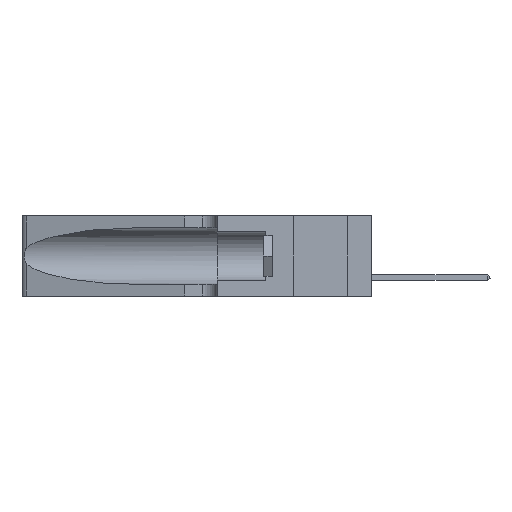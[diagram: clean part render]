
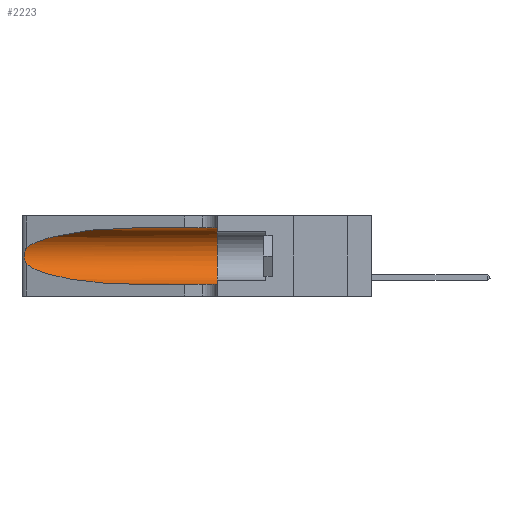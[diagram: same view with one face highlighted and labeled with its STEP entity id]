
A CAD part, left-side view. The second image highlights one B-rep face of the part: STEP entity #2223.
In plain terms, the highlighted cylindrical face has radius 3.308 mm (diameter 6.617 mm), a partial arc.
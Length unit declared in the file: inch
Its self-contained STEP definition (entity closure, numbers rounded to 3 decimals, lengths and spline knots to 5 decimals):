
#71 = CARTESIAN_POINT ( 'NONE',  ( 0.2373, 1.15595, 0.28018 ) ) ;
#851 = CYLINDRICAL_SURFACE ( 'NONE', #25868, 0.13025 ) ;
#1116 = CARTESIAN_POINT ( 'NONE',  ( 0.26017, 1.23833, 0.17102 ) ) ;
#1920 = ORIENTED_EDGE ( 'NONE', *, *, #4395, .F. ) ;
#1957 = EDGE_CURVE ( 'NONE', #21682, #12557, #26220, .T. ) ;
#2109 = CARTESIAN_POINT ( 'NONE',  ( 0.1305, 0.72297, 0.31525 ) ) ;
#2223 = ADVANCED_FACE ( 'NONE', ( #18323 ), #851, .F. ) ;
#2473 =( BOUNDED_CURVE ( )  B_SPLINE_CURVE ( 3, ( #27384, #20574, #3994, #25705 ),
 .UNSPECIFIED., .F., .T. ) 
 B_SPLINE_CURVE_WITH_KNOTS ( ( 4, 4 ),
 ( 3.44316, 4.71239 ),
 .UNSPECIFIED. ) 
 CURVE ( )  GEOMETRIC_REPRESENTATION_ITEM ( )  RATIONAL_B_SPLINE_CURVE ( ( 1., 0.87, 0.87, 1. ) ) 
 REPRESENTATION_ITEM ( '' )  );
#2527 = EDGE_CURVE ( 'NONE', #4533, #12557, #6285, .T. ) ;
#2572 = EDGE_CURVE ( 'NONE', #5517, #22846, #4551, .T. ) ;
#2807 = CARTESIAN_POINT ( 'NONE',  ( 0.1305, 0.35, 0.31525 ) ) ;
#2944 = CARTESIAN_POINT ( 'NONE',  ( 0.25854, 1.2359, 0.20912 ) ) ;
#3068 = ORIENTED_EDGE ( 'NONE', *, *, #11889, .T. ) ;
#3238 = CARTESIAN_POINT ( 'NONE',  ( 0.1305, 1.61858, 0.31525 ) ) ;
#3994 = CARTESIAN_POINT ( 'NONE',  ( 0.18966, 0.96281, 0.05475 ) ) ;
#4395 = EDGE_CURVE ( 'NONE', #23754, #21682, #22252, .T. ) ;
#4533 = VERTEX_POINT ( 'NONE', #20317 ) ;
#4551 = B_SPLINE_CURVE_WITH_KNOTS ( 'NONE', 3,
 ( #27158, #16168, #5322, #5127, #2944, #5229, #27349, #25108, #1116, #9729, #11936, #9923, #27250, #20534 ),
 .UNSPECIFIED., .F., .F.,
 ( 4, 2, 2, 2, 2, 2, 4 ),
 ( 0., 0.00027, 0.00053, 0.00107, 0.0016, 0.00187, 0.00214 ),
 .UNSPECIFIED. ) ;
#4855 = ORIENTED_EDGE ( 'NONE', *, *, #1957, .F. ) ;
#5127 = CARTESIAN_POINT ( 'NONE',  ( 0.25787, 1.23484, 0.2124 ) ) ;
#5229 = CARTESIAN_POINT ( 'NONE',  ( 0.26018, 1.23835, 0.19895 ) ) ;
#5322 = CARTESIAN_POINT ( 'NONE',  ( 0.25639, 1.23184, 0.21858 ) ) ;
#5517 = VERTEX_POINT ( 'NONE', #9685 ) ;
#6285 = LINE ( 'NONE', #22720, #8363 ) ;
#6788 = ORIENTED_EDGE ( 'NONE', *, *, #24094, .T. ) ;
#8363 = VECTOR ( 'NONE', #20630, 39.37008 ) ;
#9685 = CARTESIAN_POINT ( 'NONE',  ( 0.25487, 1.22718, 0.22369 ) ) ;
#9729 = CARTESIAN_POINT ( 'NONE',  ( 0.25856, 1.23593, 0.16098 ) ) ;
#9923 = CARTESIAN_POINT ( 'NONE',  ( 0.25639, 1.23186, 0.15144 ) ) ;
#11889 = EDGE_CURVE ( 'NONE', #22846, #4533, #2473, .T. ) ;
#11936 = CARTESIAN_POINT ( 'NONE',  ( 0.25789, 1.23486, 0.15765 ) ) ;
#12557 = VERTEX_POINT ( 'NONE', #17667 ) ;
#15406 = DIRECTION ( 'NONE',  ( 0., 1., 0. ) ) ;
#16168 = CARTESIAN_POINT ( 'NONE',  ( 0.25555, 1.22994, 0.2215 ) ) ;
#16605 = CARTESIAN_POINT ( 'NONE',  ( 0.1305, 1.61858, 0.185 ) ) ;
#16848 = VECTOR ( 'NONE', #20720, 39.37008 ) ;
#17214 = CARTESIAN_POINT ( 'NONE',  ( 0.25487, 1.22718, 0.14631 ) ) ;
#17667 = CARTESIAN_POINT ( 'NONE',  ( 0.1305, 0.35, 0.05475 ) ) ;
#18203 = DIRECTION ( 'NONE',  ( 0., 0., -1. ) ) ;
#18323 = FACE_OUTER_BOUND ( 'NONE', #22663, .T. ) ;
#19483 = AXIS2_PLACEMENT_3D ( 'NONE', #21848, #15406, #21473 ) ;
#19717 = ORIENTED_EDGE ( 'NONE', *, *, #2572, .T. ) ;
#20317 = CARTESIAN_POINT ( 'NONE',  ( 0.1305, 0.72297, 0.05475 ) ) ;
#20534 = CARTESIAN_POINT ( 'NONE',  ( 0.25487, 1.22718, 0.14631 ) ) ;
#20574 = CARTESIAN_POINT ( 'NONE',  ( 0.2373, 1.15595, 0.08982 ) ) ;
#20630 = DIRECTION ( 'NONE',  ( 0., -1., 0. ) ) ;
#20720 = DIRECTION ( 'NONE',  ( 0., -1., 0. ) ) ;
#21473 = DIRECTION ( 'NONE',  ( 0., 0., 1. ) ) ;
#21682 = VERTEX_POINT ( 'NONE', #2807 ) ;
#21848 = CARTESIAN_POINT ( 'NONE',  ( 0.1305, 0.35, 0.185 ) ) ;
#22252 = LINE ( 'NONE', #3238, #16848 ) ;
#22663 = EDGE_LOOP ( 'NONE', ( #6788, #19717, #3068, #25326, #4855, #1920 ) ) ;
#22720 = CARTESIAN_POINT ( 'NONE',  ( 0.1305, 1.61858, 0.05475 ) ) ;
#22846 = VERTEX_POINT ( 'NONE', #17214 ) ;
#23548 = CARTESIAN_POINT ( 'NONE',  ( 0.1305, 0.72297, 0.31525 ) ) ;
#23754 = VERTEX_POINT ( 'NONE', #23548 ) ;
#24091 = CARTESIAN_POINT ( 'NONE',  ( 0.25487, 1.22718, 0.22369 ) ) ;
#24094 = EDGE_CURVE ( 'NONE', #23754, #5517, #27044, .T. ) ;
#25108 = CARTESIAN_POINT ( 'NONE',  ( 0.26075, 1.23896, 0.178 ) ) ;
#25326 = ORIENTED_EDGE ( 'NONE', *, *, #2527, .T. ) ;
#25705 = CARTESIAN_POINT ( 'NONE',  ( 0.1305, 0.72297, 0.05475 ) ) ;
#25868 = AXIS2_PLACEMENT_3D ( 'NONE', #16605, #27678, #18203 ) ;
#26220 = CIRCLE ( 'NONE', #19483, 0.13025 ) ;
#27044 =( BOUNDED_CURVE ( )  B_SPLINE_CURVE ( 3, ( #2109, #28312, #71, #24091 ),
 .UNSPECIFIED., .F., .T. ) 
 B_SPLINE_CURVE_WITH_KNOTS ( ( 4, 4 ),
 ( 1.5708, 2.84003 ),
 .UNSPECIFIED. ) 
 CURVE ( )  GEOMETRIC_REPRESENTATION_ITEM ( )  RATIONAL_B_SPLINE_CURVE ( ( 1., 0.87, 0.87, 1. ) ) 
 REPRESENTATION_ITEM ( '' )  );
#27158 = CARTESIAN_POINT ( 'NONE',  ( 0.25487, 1.22718, 0.22369 ) ) ;
#27250 = CARTESIAN_POINT ( 'NONE',  ( 0.25555, 1.22993, 0.14849 ) ) ;
#27349 = CARTESIAN_POINT ( 'NONE',  ( 0.26075, 1.23896, 0.19203 ) ) ;
#27384 = CARTESIAN_POINT ( 'NONE',  ( 0.25487, 1.22718, 0.14631 ) ) ;
#27678 = DIRECTION ( 'NONE',  ( 0., -1., 0. ) ) ;
#28312 = CARTESIAN_POINT ( 'NONE',  ( 0.18966, 0.96281, 0.31525 ) ) ;
